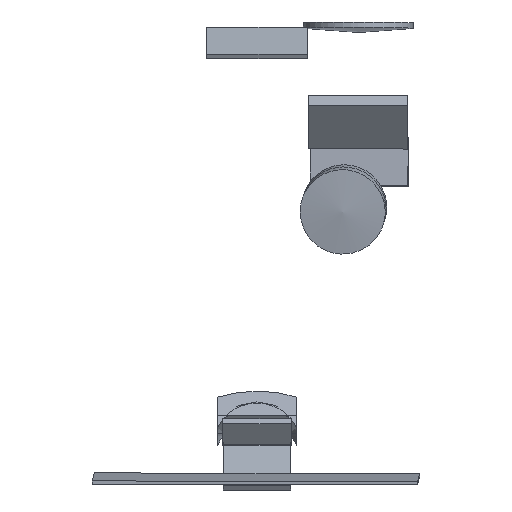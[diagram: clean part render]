
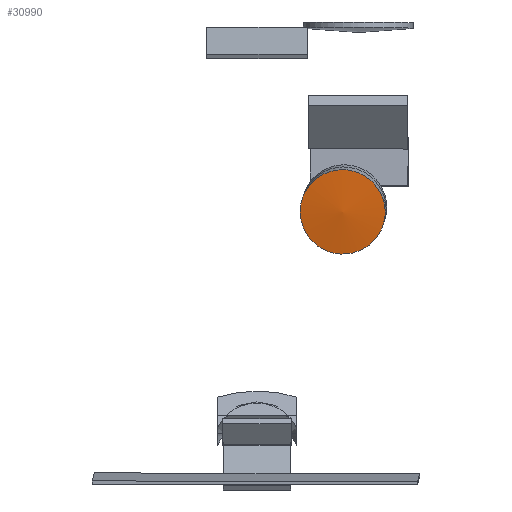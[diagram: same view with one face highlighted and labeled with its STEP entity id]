
A CAD part, front view. The second image highlights one B-rep face of the part: STEP entity #30990.
In plain terms, the highlighted free-form (B-spline) face has degree [2, 2] with [5, 5] control points.
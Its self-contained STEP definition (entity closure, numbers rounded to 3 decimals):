
#30570 = CARTESIAN_POINT ('', (24.422, 156.568, 12070.956));
#30580 = VERTEX_POINT ('', #30570);
#30590 = CARTESIAN_POINT ('', (24.422, 156.568, 12070.956));
#30600 = CARTESIAN_POINT ('', (24.403, 155.532, 12078.989));
#30610 = CARTESIAN_POINT ('', (16.31, 155.869, 12079.013));
#30620 = CARTESIAN_POINT ('', (8.217, 156.206, 12079.038));
#30630 = CARTESIAN_POINT ('', (8.236, 157.242, 12071.004));
#30640 = CARTESIAN_POINT ('', (8.255, 158.279, 12062.971));
#30650 = CARTESIAN_POINT ('', (16.348, 157.942, 12062.947));
#30660 = CARTESIAN_POINT ('', (24.441, 157.605, 12062.922));
#30670 = CARTESIAN_POINT ('', (24.422, 156.568, 12070.956));
#30680 = (
   BOUNDED_CURVE ()
   B_SPLINE_CURVE (2, (#30590, #30600, #30610, #30620, #30630, #30640, #30650, #30660, #30670), .UNSPECIFIED., .T., .U.)
   B_SPLINE_CURVE_WITH_KNOTS ((3, 2, 2, 2, 3), (0., 1.571, 3.142, 4.712, 6.283), .UNSPECIFIED.)
   CURVE ()
   GEOMETRIC_REPRESENTATION_ITEM ()
   RATIONAL_B_SPLINE_CURVE ((1., 0.707, 1., 0.707, 1., 0.707, 1., 0.707, 1.))
   REPRESENTATION_ITEM ('')
);
#30690 = EDGE_CURVE ('', #30580, #30580, #30680, .T.);
#30700 = ORIENTED_EDGE ('', *, *, #30690, .T.);
#30710 = EDGE_LOOP ('', (#30700));
#30720 = FACE_OUTER_BOUND ('', #30710, .T.);
#30730 = CARTESIAN_POINT ('', (77.826, 212.465, 12078.295));
#30740 = CARTESIAN_POINT ('', (77.964, 220.03, 12019.672));
#30750 = CARTESIAN_POINT ('', (18.906, 222.49, 12019.85));
#30760 = CARTESIAN_POINT ('', (-40.152, 224.949, 12020.028));
#30770 = CARTESIAN_POINT ('', (-40.291, 217.384, 12078.651));
#30780 = CARTESIAN_POINT ('', (77.826, 212.465, 12078.295));
#30790 = CARTESIAN_POINT ('', (75.502, 161.459, 12012.107));
#30800 = CARTESIAN_POINT ('', (16.444, 163.918, 12012.285));
#30810 = CARTESIAN_POINT ('', (-42.614, 166.378, 12012.464));
#30820 = CARTESIAN_POINT ('', (-40.291, 217.384, 12078.651));
#30830 = CARTESIAN_POINT ('', (77.826, 212.465, 12078.295));
#30840 = CARTESIAN_POINT ('', (75.363, 153.893, 12070.731));
#30850 = CARTESIAN_POINT ('', (16.305, 156.353, 12070.909));
#30860 = CARTESIAN_POINT ('', (-42.753, 158.812, 12071.087));
#30870 = CARTESIAN_POINT ('', (-40.291, 217.384, 12078.651));
#30880 = CARTESIAN_POINT ('', (77.826, 212.465, 12078.295));
#30890 = CARTESIAN_POINT ('', (75.225, 146.328, 12129.354));
#30900 = CARTESIAN_POINT ('', (16.167, 148.787, 12129.532));
#30910 = CARTESIAN_POINT ('', (-42.891, 151.247, 12129.71));
#30920 = CARTESIAN_POINT ('', (-40.291, 217.384, 12078.651));
#30930 = CARTESIAN_POINT ('', (77.826, 212.465, 12078.295));
#30940 = CARTESIAN_POINT ('', (77.687, 204.9, 12136.918));
#30950 = CARTESIAN_POINT ('', (18.629, 207.359, 12137.096));
#30960 = CARTESIAN_POINT ('', (-40.429, 209.819, 12137.275));
#30970 = CARTESIAN_POINT ('', (-40.291, 217.384, 12078.651));
#30980 = (
   BOUNDED_SURFACE ()
   B_SPLINE_SURFACE (2, 2, ((#30730, #30740, #30750, #30760, #30770), (#30780, #30790, #30800, #30810, #30820), (#30830, #30840, #30850, #30860, #30870), (#30880, #30890, #30900, #30910, #30920), (#30930, #30940, #30950, #30960, #30970)), .UNSPECIFIED., .F., .F., .U.)
   B_SPLINE_SURFACE_WITH_KNOTS ((3, 2, 3), (3, 2, 3), (0., 0.5, 1.), (0., 0.5, 1.), .UNSPECIFIED.)
   SURFACE ()
   GEOMETRIC_REPRESENTATION_ITEM ()
   RATIONAL_B_SPLINE_SURFACE (((1., 0.707, 1., 0.707, 1.), (0.707, 0.5, 0.707, 0.5, 0.707), (1., 0.707, 1., 0.707, 1.), (0.707, 0.5, 0.707, 0.5, 0.707), (1., 0.707, 1., 0.707, 1.)))
   REPRESENTATION_ITEM ('')
);
#30990 = ADVANCED_FACE ('', (#30720), #30980, .T.);
